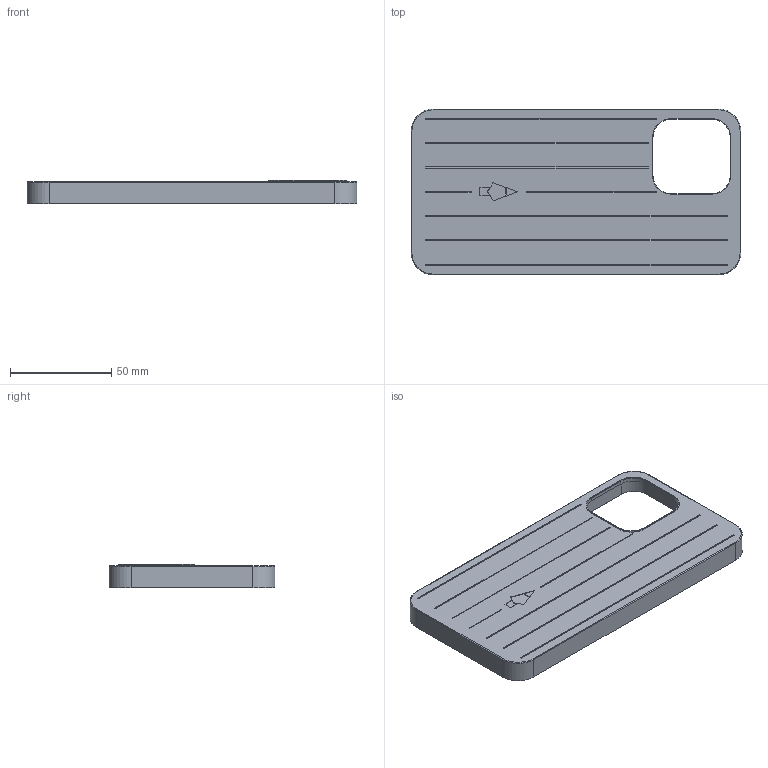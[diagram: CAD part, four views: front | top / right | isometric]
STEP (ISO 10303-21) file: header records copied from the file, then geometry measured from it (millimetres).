
FILE_DESCRIPTION(('HOOPS Exchange Step'),'2;1');
FILE_NAME('temp_export','2023-07-08T22:36:30+01:00',('mobile'),('Shapr3D Limited'),'HOOPS Exchange 2022.2','Shapr3D','Authorized');
FILE_SCHEMA( ('AUTOMOTIVE_DESIGN { 1 0 10303 214 1 1 1 1 }') );
Length unit declared in the file: millimetre
Products named in the file (1): root
Bounding box: 163 x 82 x 11.6 mm (x, y, z)
Volume: 26528.8 mm3; surface area: 33911.1 mm2
Topology: 1 solids, 1 shells, 109 faces, 250 edges, 156 vertices
Faces by surface type: plane 53, cylinder 40, torus 16
Entity records: 3092 total; most frequent: DIRECTION 566, CARTESIAN_POINT 516, ORIENTED_EDGE 500, EDGE_CURVE 250, AXIS2_PLACEMENT_3D 206, VERTEX_POINT 156, VECTOR 154, LINE 154
